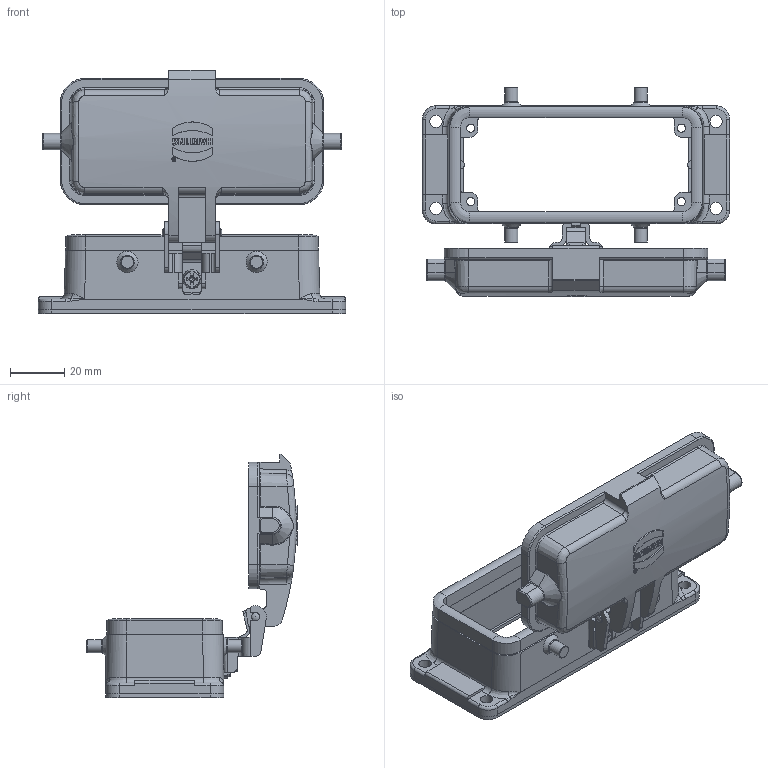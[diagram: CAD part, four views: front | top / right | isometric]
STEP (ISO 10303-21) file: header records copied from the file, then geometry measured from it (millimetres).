
FILE_DESCRIPTION(/* description */ (''),/* implementation_level */ '2;1');
FILE_NAME(/* name */ '100094962ugm000_d.stp',/* time_stamp */ '2017-11-06T09:55:53+01:00',/* author */ (''),/* organization */ (''),/* preprocessor_version */ 'ST-DEVELOPER v16',/* originating_system */ 'SIEMENS PLM Software NX 10.0',/* authorisation */ '');
FILE_SCHEMA (('AUTOMOTIVE_DESIGN { 1 0 10303 214 3 1 1 1 }'));
Length unit declared in the file: millimetre
Products named in the file (1): 100094962ugm000_d
Bounding box: 113.01 x 77.28 x 89.38 mm (x, y, z)
Volume: 52808.9 mm3; surface area: 41133.3 mm2
Topology: 2 solids, 2 shells, 762 faces, 2522 edges, 2287 vertices
Faces by surface type: plane 348, cylinder 227, bspline 77, cone 45, torus 39, extrusion 22, sphere 4
Full cylindrical faces by diameter (mm): 1.006 x1, 1.477 x1, 3 x6, 3.05 x1, 4.5 x4, 4.8 x4, 7 x1
Entity records: 33883 total; most frequent: CARTESIAN_POINT 8825, ORIENTED_EDGE 3880, DIRECTION 3823, EDGE_CURVE 1940, AXIS2_PLACEMENT_3D 1328, VERTEX_POINT 1240, VECTOR 1167, LINE 1145
